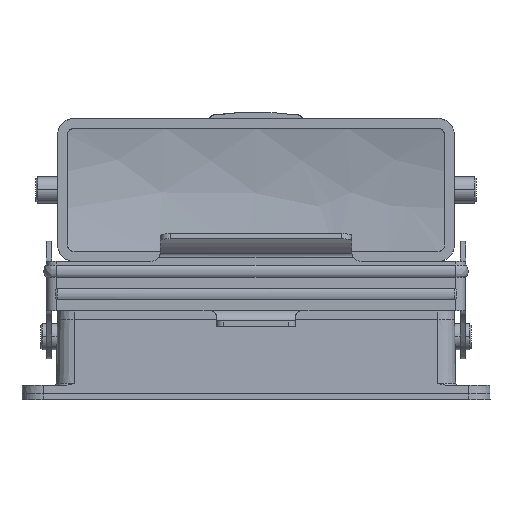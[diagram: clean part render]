
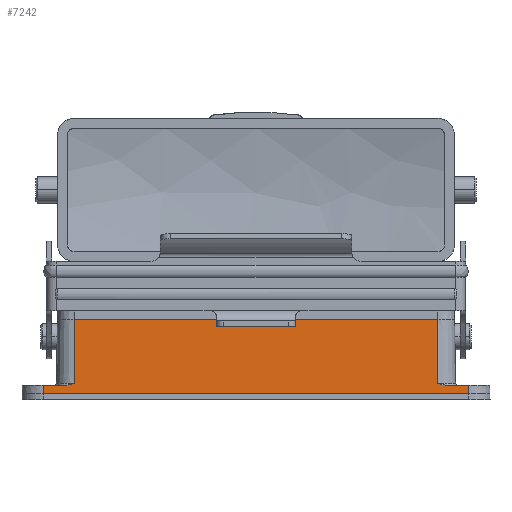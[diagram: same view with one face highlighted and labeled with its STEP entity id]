
A CAD part, top view. The second image highlights one B-rep face of the part: STEP entity #7242.
In plain terms, the highlighted planar face has unit normal (0, 0.018, 1).
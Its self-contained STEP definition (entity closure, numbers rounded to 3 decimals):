
#237 = CARTESIAN_POINT ( 'NONE',  ( 57.535, -25., 22.246 ) ) ;
#271 = CARTESIAN_POINT ( 'NONE',  ( -57.335, -24.981, 22.246 ) ) ;
#316 = DIRECTION ( 'NONE',  ( 0., -1., 0.017 ) ) ;
#590 = VECTOR ( 'NONE', #10711, 1000. ) ;
#878 = EDGE_CURVE ( 'NONE', #9449, #2206, #8979, .T. ) ;
#1021 = EDGE_CURVE ( 'NONE', #14518, #12521, #14829, .T. ) ;
#1026 = ORIENTED_EDGE ( 'NONE', *, *, #878, .T. ) ;
#1363 = ORIENTED_EDGE ( 'NONE', *, *, #12418, .T. ) ;
#1399 = CARTESIAN_POINT ( 'NONE',  ( 57.738, -25., 22.246 ) ) ;
#1492 = CARTESIAN_POINT ( 'NONE',  ( -57.738, -25., 22.246 ) ) ;
#1513 = CARTESIAN_POINT ( 'NONE',  ( 55.375, -5., 21.897 ) ) ;
#1686 = ORIENTED_EDGE ( 'NONE', *, *, #13061, .F. ) ;
#1760 = CARTESIAN_POINT ( 'NONE',  ( -55.375, -24.509, 22.238 ) ) ;
#1761 = VERTEX_POINT ( 'NONE', #6338 ) ;
#1805 = LINE ( 'NONE', #5849, #8225 ) ;
#1833 = ORIENTED_EDGE ( 'NONE', *, *, #5906, .T. ) ;
#1860 = VERTEX_POINT ( 'NONE', #13804 ) ;
#2018 = CARTESIAN_POINT ( 'NONE',  ( -64.75, -29.4, 22.323 ) ) ;
#2075 = VECTOR ( 'NONE', #10463, 1000. ) ;
#2098 = VECTOR ( 'NONE', #2186, 1000. ) ;
#2186 = DIRECTION ( 'NONE',  ( 0., 1., -0.017 ) ) ;
#2206 = VERTEX_POINT ( 'NONE', #5270 ) ;
#2485 = CARTESIAN_POINT ( 'NONE',  ( -55.375, -27.65, 22.293 ) ) ;
#2689 = CARTESIAN_POINT ( 'NONE',  ( 57.335, -24.981, 22.246 ) ) ;
#3414 = LINE ( 'NONE', #9432, #2098 ) ;
#3618 = EDGE_CURVE ( 'NONE', #6842, #13676, #3414, .T. ) ;
#3909 = CARTESIAN_POINT ( 'NONE',  ( 56.738, -24.882, 22.244 ) ) ;
#4120 = ORIENTED_EDGE ( 'NONE', *, *, #6798, .T. ) ;
#4129 = VERTEX_POINT ( 'NONE', #1760 ) ;
#4228 = DIRECTION ( 'NONE',  ( 0., 0.017, 1. ) ) ;
#4364 = CARTESIAN_POINT ( 'NONE',  ( 64.75, -27.65, 22.293 ) ) ;
#4484 = DIRECTION ( 'NONE',  ( 0., 1., -0.017 ) ) ;
#5032 = VERTEX_POINT ( 'NONE', #6324 ) ;
#5050 = CARTESIAN_POINT ( 'NONE',  ( -55.375, -24.509, 22.238 ) ) ;
#5088 = EDGE_CURVE ( 'NONE', #9449, #14518, #7321, .T. ) ;
#5132 = CARTESIAN_POINT ( 'NONE',  ( 55.76, -24.626, 22.24 ) ) ;
#5270 = CARTESIAN_POINT ( 'NONE',  ( 57.738, -25., 22.246 ) ) ;
#5587 = VECTOR ( 'NONE', #7356, 1000. ) ;
#5788 = CARTESIAN_POINT ( 'NONE',  ( -64.75, -27.65, 22.293 ) ) ;
#5849 = CARTESIAN_POINT ( 'NONE',  ( -55.375, -5., 21.897 ) ) ;
#5906 = EDGE_CURVE ( 'NONE', #13676, #1860, #1805, .T. ) ;
#6324 = CARTESIAN_POINT ( 'NONE',  ( -57.738, -25., 22.246 ) ) ;
#6332 = CARTESIAN_POINT ( 'NONE',  ( -56.148, -24.743, 22.242 ) ) ;
#6338 = CARTESIAN_POINT ( 'NONE',  ( -64.75, -25., 22.246 ) ) ;
#6798 = EDGE_CURVE ( 'NONE', #2206, #6842, #8455, .T. ) ;
#6842 = VERTEX_POINT ( 'NONE', #8761 ) ;
#7242 = ADVANCED_FACE ( 'NONE', ( #10633 ), #13825, .T. ) ;
#7321 = LINE ( 'NONE', #14812, #10149 ) ;
#7356 = DIRECTION ( 'NONE',  ( -1., 0., 0. ) ) ;
#7531 = CARTESIAN_POINT ( 'NONE',  ( -56.936, -24.922, 22.245 ) ) ;
#8225 = VECTOR ( 'NONE', #14277, 1000. ) ;
#8455 = B_SPLINE_CURVE_WITH_KNOTS ( 'NONE', 3,
 ( #1399, #237, #2689, #11132, #3909, #12356, #5132, #13565 ),
 .UNSPECIFIED., .F., .F.,
 ( 4, 2, 2, 4 ),
 ( 0., 0.001, 0.001, 0.002 ),
 .UNSPECIFIED. ) ;
#8499 = LINE ( 'NONE', #2018, #2075 ) ;
#8682 = EDGE_LOOP ( 'NONE', ( #14986, #14200, #1026, #4120, #12221, #1833, #1686, #14495, #9049, #1363 ) ) ;
#8737 = CARTESIAN_POINT ( 'NONE',  ( -57.535, -25., 22.246 ) ) ;
#8761 = CARTESIAN_POINT ( 'NONE',  ( 55.375, -24.509, 22.238 ) ) ;
#8979 = LINE ( 'NONE', #13182, #15038 ) ;
#9049 = ORIENTED_EDGE ( 'NONE', *, *, #11968, .T. ) ;
#9432 = CARTESIAN_POINT ( 'NONE',  ( 55.375, 0., 21.81 ) ) ;
#9449 = VERTEX_POINT ( 'NONE', #14732 ) ;
#9452 = B_SPLINE_CURVE_WITH_KNOTS ( 'NONE', 3,
 ( #5050, #12337, #6332, #14773, #7531, #271, #8737, #1492 ),
 .UNSPECIFIED., .F., .F.,
 ( 4, 2, 2, 4 ),
 ( 0., 0.001, 0.002, 0.002 ),
 .UNSPECIFIED. ) ;
#9511 = CARTESIAN_POINT ( 'NONE',  ( -64.75, -25., 22.246 ) ) ;
#10148 = EDGE_CURVE ( 'NONE', #4129, #5032, #9452, .T. ) ;
#10149 = VECTOR ( 'NONE', #316, 1000. ) ;
#10280 = AXIS2_PLACEMENT_3D ( 'NONE', #11455, #4228, #12674 ) ;
#10463 = DIRECTION ( 'NONE',  ( 0., -1., 0.017 ) ) ;
#10633 = FACE_OUTER_BOUND ( 'NONE', #8682, .T. ) ;
#10711 = DIRECTION ( 'NONE',  ( -1., 0., 0. ) ) ;
#11132 = CARTESIAN_POINT ( 'NONE',  ( 56.936, -24.922, 22.245 ) ) ;
#11455 = CARTESIAN_POINT ( 'NONE',  ( -55.375, 0., 21.81 ) ) ;
#11968 = EDGE_CURVE ( 'NONE', #5032, #1761, #13439, .T. ) ;
#12058 = VECTOR ( 'NONE', #4484, 1000. ) ;
#12221 = ORIENTED_EDGE ( 'NONE', *, *, #3618, .T. ) ;
#12337 = CARTESIAN_POINT ( 'NONE',  ( -55.761, -24.626, 22.24 ) ) ;
#12356 = CARTESIAN_POINT ( 'NONE',  ( 56.148, -24.743, 22.242 ) ) ;
#12418 = EDGE_CURVE ( 'NONE', #1761, #12521, #8499, .T. ) ;
#12521 = VERTEX_POINT ( 'NONE', #5788 ) ;
#12674 = DIRECTION ( 'NONE',  ( 0., -1., 0.017 ) ) ;
#13061 = EDGE_CURVE ( 'NONE', #4129, #1860, #15299, .T. ) ;
#13182 = CARTESIAN_POINT ( 'NONE',  ( -64.75, -25., 22.246 ) ) ;
#13439 = LINE ( 'NONE', #9511, #590 ) ;
#13565 = CARTESIAN_POINT ( 'NONE',  ( 55.375, -24.509, 22.238 ) ) ;
#13676 = VERTEX_POINT ( 'NONE', #1513 ) ;
#13804 = CARTESIAN_POINT ( 'NONE',  ( -55.375, -5., 21.897 ) ) ;
#13825 = PLANE ( 'NONE',  #10280 ) ;
#14200 = ORIENTED_EDGE ( 'NONE', *, *, #5088, .F. ) ;
#14277 = DIRECTION ( 'NONE',  ( -1., 0., 0. ) ) ;
#14495 = ORIENTED_EDGE ( 'NONE', *, *, #10148, .T. ) ;
#14518 = VERTEX_POINT ( 'NONE', #4364 ) ;
#14732 = CARTESIAN_POINT ( 'NONE',  ( 64.75, -25., 22.246 ) ) ;
#14773 = CARTESIAN_POINT ( 'NONE',  ( -56.738, -24.882, 22.244 ) ) ;
#14812 = CARTESIAN_POINT ( 'NONE',  ( 64.75, -29.4, 22.323 ) ) ;
#14829 = LINE ( 'NONE', #2485, #5587 ) ;
#14986 = ORIENTED_EDGE ( 'NONE', *, *, #1021, .F. ) ;
#15038 = VECTOR ( 'NONE', #15636, 1000. ) ;
#15299 = LINE ( 'NONE', #15331, #12058 ) ;
#15331 = CARTESIAN_POINT ( 'NONE',  ( -55.375, 0., 21.81 ) ) ;
#15636 = DIRECTION ( 'NONE',  ( -1., 0., 0. ) ) ;
